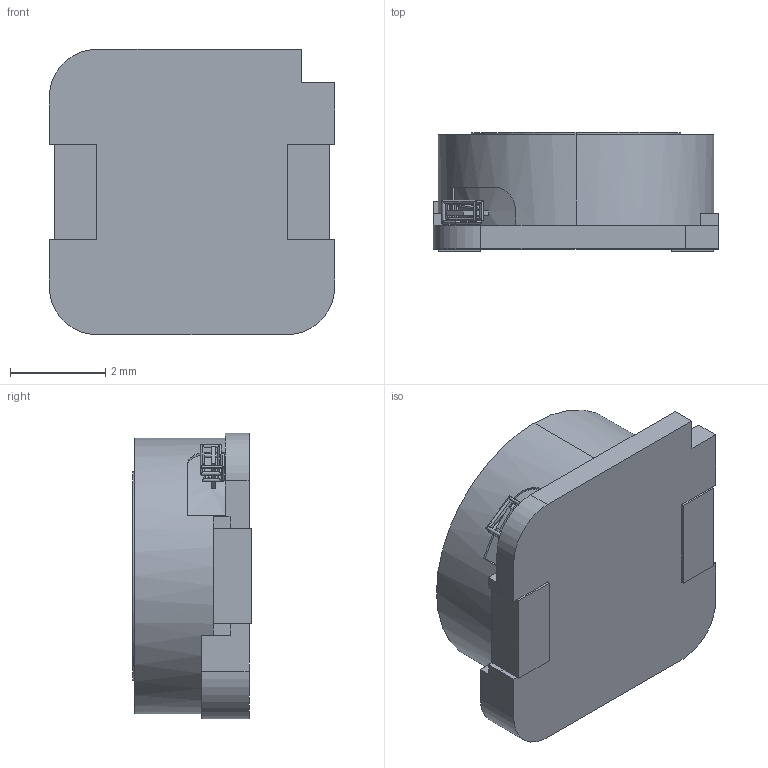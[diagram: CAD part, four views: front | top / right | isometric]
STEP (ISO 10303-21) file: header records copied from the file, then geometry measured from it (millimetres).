
FILE_DESCRIPTION (( 'STEP AP214' ), '1' );
FILE_NAME ('SLF6025T-330MR59-PF.STEP', '2022-09-08T11:31:29', ( '' ), ( '' ), 'SwSTEP 2.0', 'SolidWorks 2018', '' );
FILE_SCHEMA (( 'AUTOMOTIVE_DESIGN' ));
Length unit declared in the file: millimetre
Products named in the file (1): SLF6025T-330MR59-PF
Bounding box: 6 x 2.5 x 6 mm (x, y, z)
Volume: 69.4 mm3; surface area: 143.3 mm2
Topology: 7 solids, 7 shells, 154 faces, 408 edges, 273 vertices
Faces by surface type: plane 84, cylinder 70
Entity records: 6916 total; most frequent: CARTESIAN_POINT 1636, ORIENTED_EDGE 816, DIRECTION 655, EDGE_CURVE 408, VERTEX_POINT 273, VECTOR 247, LINE 247, AXIS2_PLACEMENT_3D 204
